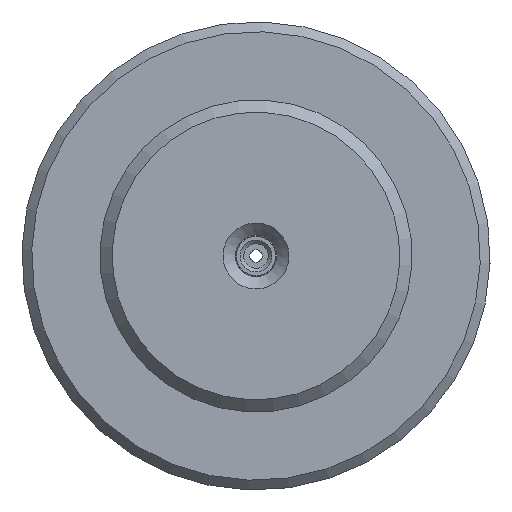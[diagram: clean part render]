
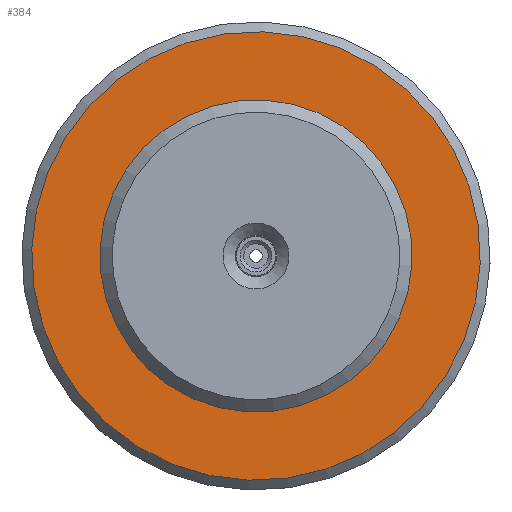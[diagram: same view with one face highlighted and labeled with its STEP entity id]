
A CAD part, left-side view. The second image highlights one B-rep face of the part: STEP entity #384.
In plain terms, the highlighted planar face has unit normal (-1, 0, 0).
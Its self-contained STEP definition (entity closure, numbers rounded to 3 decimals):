
#357=CARTESIAN_POINT('',(5.735,0.,0.));
#358=DIRECTION('',(1.0,0.0,0.0));
#359=DIRECTION('',(0.0,0.95,-0.312));
#360=AXIS2_PLACEMENT_3D('',#357,#358,#359);
#361=PLANE('',#360);
#362=CARTESIAN_POINT('',(5.735,-4.335,1.422));
#363=VERTEX_POINT('',#362);
#364=CARTESIAN_POINT('',(5.735,0.,0.));
#365=DIRECTION('',(1.0,0.,0.));
#366=DIRECTION('',(0.,0.95,-0.312));
#367=AXIS2_PLACEMENT_3D('',#364,#365,#366);
#368=CIRCLE('',#367,4.563);
#369=EDGE_CURVE('',#363,#363,#368,.T.);
#370=ORIENTED_EDGE('',*,*,#369,.F.);
#371=EDGE_LOOP('',(#370));
#372=FACE_OUTER_BOUND('',#371,.T.);
#373=CARTESIAN_POINT('',(5.735,-2.261,0.742));
#374=VERTEX_POINT('',#373);
#375=CARTESIAN_POINT('',(5.735,0.,0.));
#376=DIRECTION('',(-1.0,0.,0.));
#377=DIRECTION('',(0.,0.95,-0.312));
#378=AXIS2_PLACEMENT_3D('',#375,#376,#377);
#379=CIRCLE('',#378,2.38);
#380=EDGE_CURVE('',#374,#374,#379,.T.);
#381=ORIENTED_EDGE('',*,*,#380,.F.);
#382=EDGE_LOOP('',(#381));
#383=FACE_BOUND('',#382,.T.);
#384=ADVANCED_FACE('',(#372,#383),#361,.F.);
